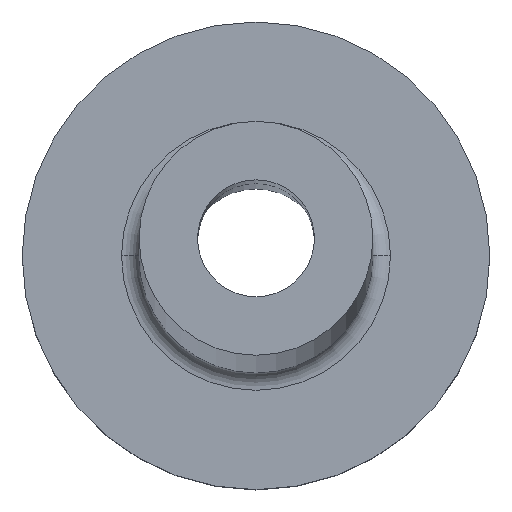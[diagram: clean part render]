
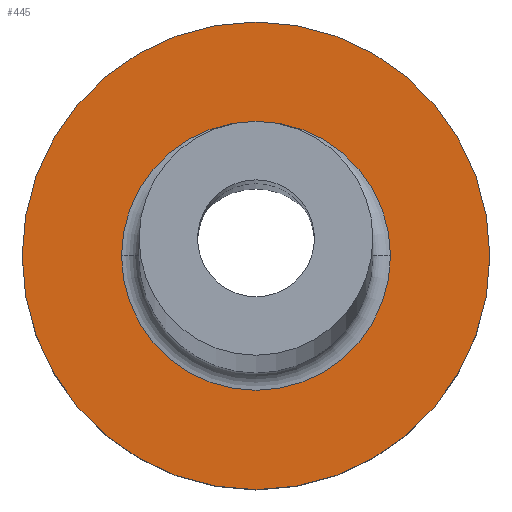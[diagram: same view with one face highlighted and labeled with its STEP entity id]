
A CAD part, top view. The second image highlights one B-rep face of the part: STEP entity #445.
In plain terms, the highlighted planar face has unit normal (0, 0, 1).
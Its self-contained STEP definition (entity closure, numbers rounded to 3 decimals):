
#2 = AXIS2_PLACEMENT_3D ( 'NONE', #335, #444, #17 ) ;
#7 = CARTESIAN_POINT ( 'NONE',  ( 0., 0., 3. ) ) ;
#15 = AXIS2_PLACEMENT_3D ( 'NONE', #418, #39, #428 ) ;
#17 = DIRECTION ( 'NONE',  ( 1., 0., 0. ) ) ;
#22 = CARTESIAN_POINT ( 'NONE',  ( 0., 0., 3. ) ) ;
#27 = CARTESIAN_POINT ( 'NONE',  ( 0., 0., 3. ) ) ;
#39 = DIRECTION ( 'NONE',  ( 0., 0., -1. ) ) ;
#47 = ORIENTED_EDGE ( 'NONE', *, *, #264, .T. ) ;
#77 = EDGE_LOOP ( 'NONE', ( #299, #111 ) ) ;
#100 = CARTESIAN_POINT ( 'NONE',  ( -2.3, 0., 3. ) ) ;
#104 = VERTEX_POINT ( 'NONE', #160 ) ;
#111 = ORIENTED_EDGE ( 'NONE', *, *, #337, .T. ) ;
#115 = FACE_OUTER_BOUND ( 'NONE', #77, .T. ) ;
#122 = CIRCLE ( 'NONE', #2, 2.3 ) ;
#150 = AXIS2_PLACEMENT_3D ( 'NONE', #22, #167, #448 ) ;
#160 = CARTESIAN_POINT ( 'NONE',  ( -4., 0., 3. ) ) ;
#167 = DIRECTION ( 'NONE',  ( 0., 0., 1. ) ) ;
#174 = CIRCLE ( 'NONE', #150, 4. ) ;
#216 = ORIENTED_EDGE ( 'NONE', *, *, #238, .T. ) ;
#217 = AXIS2_PLACEMENT_3D ( 'NONE', #7, #436, #288 ) ;
#222 = CIRCLE ( 'NONE', #15, 2.3 ) ;
#238 = EDGE_CURVE ( 'NONE', #340, #246, #222, .T. ) ;
#242 = FACE_BOUND ( 'NONE', #278, .T. ) ;
#246 = VERTEX_POINT ( 'NONE', #100 ) ;
#248 = PLANE ( 'NONE',  #437 ) ;
#264 = EDGE_CURVE ( 'NONE', #246, #340, #122, .T. ) ;
#271 = EDGE_CURVE ( 'NONE', #104, #333, #174, .T. ) ;
#278 = EDGE_LOOP ( 'NONE', ( #216, #47 ) ) ;
#282 = CARTESIAN_POINT ( 'NONE',  ( 4., 0., 3. ) ) ;
#285 = CIRCLE ( 'NONE', #217, 4. ) ;
#288 = DIRECTION ( 'NONE',  ( 1., 0., 0. ) ) ;
#299 = ORIENTED_EDGE ( 'NONE', *, *, #271, .T. ) ;
#309 = DIRECTION ( 'NONE',  ( 0., 0., 1. ) ) ;
#333 = VERTEX_POINT ( 'NONE', #282 ) ;
#335 = CARTESIAN_POINT ( 'NONE',  ( 0., 0., 3. ) ) ;
#337 = EDGE_CURVE ( 'NONE', #333, #104, #285, .T. ) ;
#340 = VERTEX_POINT ( 'NONE', #435 ) ;
#379 = DIRECTION ( 'NONE',  ( 1., 0., 0. ) ) ;
#418 = CARTESIAN_POINT ( 'NONE',  ( 0., 0., 3. ) ) ;
#428 = DIRECTION ( 'NONE',  ( 1., 0., 0. ) ) ;
#435 = CARTESIAN_POINT ( 'NONE',  ( 2.3, 0., 3. ) ) ;
#436 = DIRECTION ( 'NONE',  ( 0., 0., 1. ) ) ;
#437 = AXIS2_PLACEMENT_3D ( 'NONE', #27, #309, #379 ) ;
#444 = DIRECTION ( 'NONE',  ( 0., 0., -1. ) ) ;
#445 = ADVANCED_FACE ( 'NONE', ( #242, #115 ), #248, .T. ) ;
#448 = DIRECTION ( 'NONE',  ( 1., 0., 0. ) ) ;
